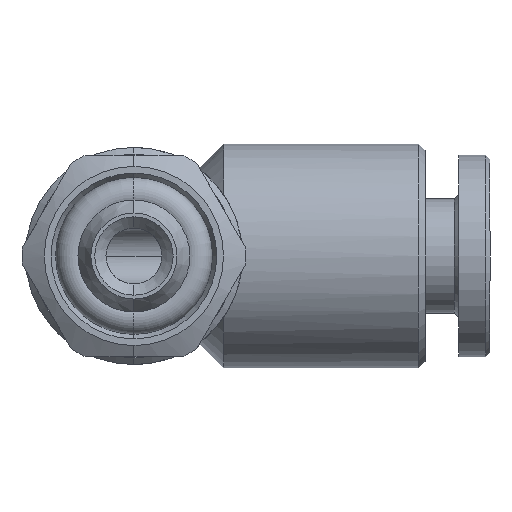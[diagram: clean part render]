
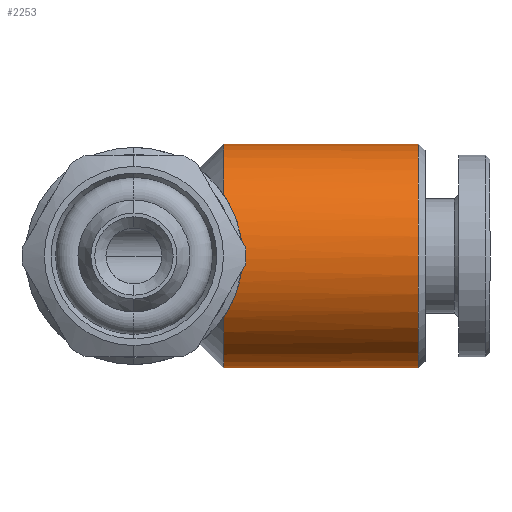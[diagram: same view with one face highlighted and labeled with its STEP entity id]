
A CAD part, front view. The second image highlights one B-rep face of the part: STEP entity #2253.
In plain terms, the highlighted cylindrical face has radius 5 mm (diameter 10 mm), a partial arc.
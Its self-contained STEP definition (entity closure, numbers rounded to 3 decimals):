
#72 = EDGE_LOOP ( 'NONE', ( #383, #2631, #382, #2632, #2634, #2635 ) ) ;
#175 = VERTEX_POINT ( 'NONE', #428 ) ;
#176 = VERTEX_POINT ( 'NONE', #429 ) ;
#178 = VERTEX_POINT ( 'NONE', #431 ) ;
#179 = VERTEX_POINT ( 'NONE', #432 ) ;
#180 = VERTEX_POINT ( 'NONE', #433 ) ;
#193 = VERTEX_POINT ( 'NONE', #446 ) ;
#382 = ORIENTED_EDGE ( 'NONE', *, *, #2473, .T. ) ;
#383 = ORIENTED_EDGE ( 'NONE', *, *, #2472, .F. ) ;
#428 = CARTESIAN_POINT ( 'NONE',  ( 12.7, 0., -5. ) ) ;
#429 = CARTESIAN_POINT ( 'NONE',  ( 12.7, 0., 5. ) ) ;
#431 = CARTESIAN_POINT ( 'NONE',  ( 4., 0., 5. ) ) ;
#432 = CARTESIAN_POINT ( 'NONE',  ( 4., 0., -5. ) ) ;
#433 = CARTESIAN_POINT ( 'NONE',  ( 4., -4.181, -2.743 ) ) ;
#446 = CARTESIAN_POINT ( 'NONE',  ( 4., -4.181, 2.743 ) ) ;
#775 = CARTESIAN_POINT ( 'NONE',  ( 4., 0., 0. ) ) ;
#776 = DIRECTION ( 'NONE',  ( -1., 0., 0. ) ) ;
#777 = DIRECTION ( 'NONE',  ( 0., 0., 1. ) ) ;
#788 = CARTESIAN_POINT ( 'NONE',  ( -3.45, 0., -5. ) ) ;
#789 = DIRECTION ( 'NONE',  ( -1., 0., 0. ) ) ;
#790 = CARTESIAN_POINT ( 'NONE',  ( -3.45, 0., 5. ) ) ;
#791 = DIRECTION ( 'NONE',  ( -1., 0., 0. ) ) ;
#835 = CARTESIAN_POINT ( 'NONE',  ( 4., -4.181, 2.743 ) ) ;
#836 = CARTESIAN_POINT ( 'NONE',  ( 4.126, -4.302, 2.558 ) ) ;
#837 = CARTESIAN_POINT ( 'NONE',  ( 4.244, -4.415, 2.358 ) ) ;
#838 = CARTESIAN_POINT ( 'NONE',  ( 4.452, -4.615, 1.939 ) ) ;
#839 = CARTESIAN_POINT ( 'NONE',  ( 4.542, -4.702, 1.718 ) ) ;
#840 = CARTESIAN_POINT ( 'NONE',  ( 4.692, -4.847, 1.251 ) ) ;
#841 = CARTESIAN_POINT ( 'NONE',  ( 4.751, -4.904, 1.007 ) ) ;
#842 = CARTESIAN_POINT ( 'NONE',  ( 4.829, -4.98, 0.513 ) ) ;
#843 = CARTESIAN_POINT ( 'NONE',  ( 4.85, -5., 0.261 ) ) ;
#844 = CARTESIAN_POINT ( 'NONE',  ( 4.85, -5., -0.254 ) ) ;
#845 = CARTESIAN_POINT ( 'NONE',  ( 4.83, -4.981, -0.507 ) ) ;
#846 = CARTESIAN_POINT ( 'NONE',  ( 4.752, -4.905, -1.004 ) ) ;
#847 = CARTESIAN_POINT ( 'NONE',  ( 4.693, -4.847, -1.25 ) ) ;
#848 = CARTESIAN_POINT ( 'NONE',  ( 4.543, -4.703, -1.716 ) ) ;
#849 = CARTESIAN_POINT ( 'NONE',  ( 4.452, -4.615, -1.938 ) ) ;
#850 = CARTESIAN_POINT ( 'NONE',  ( 4.244, -4.414, -2.36 ) ) ;
#851 = CARTESIAN_POINT ( 'NONE',  ( 4.126, -4.301, -2.559 ) ) ;
#852 = CARTESIAN_POINT ( 'NONE',  ( 4., -4.181, -2.743 ) ) ;
#1114 = CARTESIAN_POINT ( 'NONE',  ( -3.45, 0., 0. ) ) ;
#1115 = DIRECTION ( 'NONE',  ( -1., 0., 0. ) ) ;
#1116 = DIRECTION ( 'NONE',  ( 0., 0., 1. ) ) ;
#1412 = CARTESIAN_POINT ( 'NONE',  ( 12.7, 0., 0. ) ) ;
#1413 = DIRECTION ( 'NONE',  ( -1., 0., 0. ) ) ;
#1414 = DIRECTION ( 'NONE',  ( 0., 0., 1. ) ) ;
#1415 = CARTESIAN_POINT ( 'NONE',  ( 4., 0., 0. ) ) ;
#1416 = DIRECTION ( 'NONE',  ( -1., 0., 0. ) ) ;
#1417 = DIRECTION ( 'NONE',  ( 0., 0., 1. ) ) ;
#1573 = CIRCLE ( 'NONE', #1574, 5. ) ;
#1574 = AXIS2_PLACEMENT_3D ( 'NONE', #1412, #1413, #1414 ) ;
#1575 = CIRCLE ( 'NONE', #1576, 5. ) ;
#1576 = AXIS2_PLACEMENT_3D ( 'NONE', #1415, #1416, #1417 ) ;
#2043 = FACE_OUTER_BOUND ( 'NONE', #72, .T. ) ;
#2044 = CYLINDRICAL_SURFACE ( 'NONE', #2579, 5. ) ;
#2166 = LINE ( 'NONE', #788, #2721 ) ;
#2167 = LINE ( 'NONE', #790, #2722 ) ;
#2253 = ADVANCED_FACE ( 'NONE', ( #2043 ), #2044, .T. ) ;
#2359 = EDGE_CURVE ( 'NONE', #175, #176, #1573, .T. ) ;
#2360 = EDGE_CURVE ( 'NONE', #193, #178, #1575, .T. ) ;
#2469 = EDGE_CURVE ( 'NONE', #179, #180, #2717, .T. ) ;
#2472 = EDGE_CURVE ( 'NONE', #175, #179, #2166, .T. ) ;
#2473 = EDGE_CURVE ( 'NONE', #176, #178, #2167, .T. ) ;
#2489 = EDGE_CURVE ( 'NONE', #193, #180, #2788, .T. ) ;
#2579 = AXIS2_PLACEMENT_3D ( 'NONE', #1114, #1115, #1116 ) ;
#2631 = ORIENTED_EDGE ( 'NONE', *, *, #2359, .T. ) ;
#2632 = ORIENTED_EDGE ( 'NONE', *, *, #2360, .F. ) ;
#2634 = ORIENTED_EDGE ( 'NONE', *, *, #2489, .T. ) ;
#2635 = ORIENTED_EDGE ( 'NONE', *, *, #2469, .F. ) ;
#2717 = CIRCLE ( 'NONE', #2719, 5. ) ;
#2719 = AXIS2_PLACEMENT_3D ( 'NONE', #775, #776, #777 ) ;
#2721 = VECTOR ( 'NONE', #789, 1000. ) ;
#2722 = VECTOR ( 'NONE', #791, 1000. ) ;
#2788 = B_SPLINE_CURVE_WITH_KNOTS ( 'NONE', 3,
 ( #835, #836, #837, #838, #839, #840, #841, #842, #843, #844, #845, #846, #847, #848, #849, #850, #851, #852 ),
 .UNSPECIFIED., .F., .F.,
 ( 4, 2, 2, 2, 2, 2, 2, 2, 4 ),
 ( 0.023, 0.024, 0.025, 0.025, 0.026, 0.027, 0.028, 0.028, 0.029 ),
 .UNSPECIFIED. ) ;
